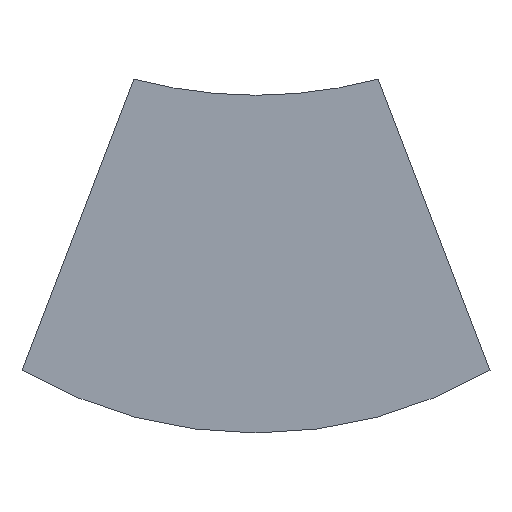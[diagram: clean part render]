
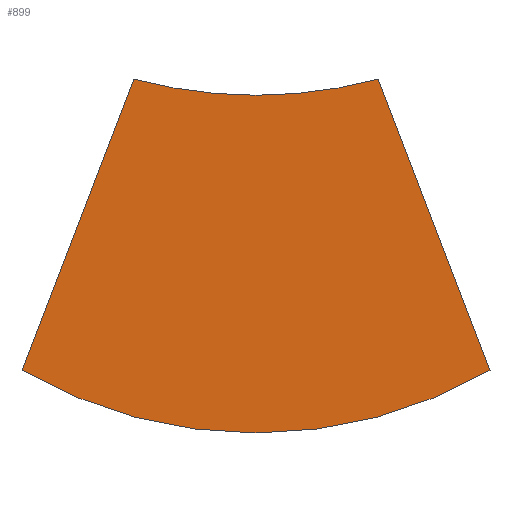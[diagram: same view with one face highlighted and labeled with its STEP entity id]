
A CAD part, front view. The second image highlights one B-rep face of the part: STEP entity #899.
In plain terms, the highlighted planar face has unit normal (0, -1, 0).
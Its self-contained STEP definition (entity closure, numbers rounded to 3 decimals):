
#8 = CIRCLE ( 'NONE', #242, 45. ) ;
#14 = CIRCLE ( 'NONE', #1273, 45. ) ;
#23 = DIRECTION ( 'NONE',  ( 0., 0., 1. ) ) ;
#86 = EDGE_CURVE ( 'NONE', #944, #426, #952, .T. ) ;
#118 = CARTESIAN_POINT ( 'NONE',  ( 22.5, -2.5, -38.971 ) ) ;
#231 = DIRECTION ( 'NONE',  ( 0., 0., 1. ) ) ;
#242 = AXIS2_PLACEMENT_3D ( 'NONE', #1595, #487, #898 ) ;
#289 = EDGE_CURVE ( 'NONE', #840, #944, #1302, .T. ) ;
#312 = AXIS2_PLACEMENT_3D ( 'NONE', #1817, #1486, #231 ) ;
#368 = ORIENTED_EDGE ( 'NONE', *, *, #1070, .T. ) ;
#403 = CARTESIAN_POINT ( 'NONE',  ( 0., -2.5, 0. ) ) ;
#413 = CARTESIAN_POINT ( 'NONE',  ( 0., -2.5, -45. ) ) ;
#426 = VERTEX_POINT ( 'NONE', #1253 ) ;
#481 = DIRECTION ( 'NONE',  ( 0., 1., 0. ) ) ;
#487 = DIRECTION ( 'NONE',  ( 0., 1., 0. ) ) ;
#530 = DIRECTION ( 'NONE',  ( 0., 0., 1. ) ) ;
#549 = CARTESIAN_POINT ( 'NONE',  ( -22.5, -2.5, -38.971 ) ) ;
#594 = DIRECTION ( 'NONE',  ( 0., 1., 0. ) ) ;
#602 = CIRCLE ( 'NONE', #1256, 45. ) ;
#638 = LINE ( 'NONE', #1090, #781 ) ;
#652 = DIRECTION ( 'NONE',  ( 0., 0., 1. ) ) ;
#781 = VECTOR ( 'NONE', #1381, 1000. ) ;
#824 = VECTOR ( 'NONE', #1670, 1000. ) ;
#840 = VERTEX_POINT ( 'NONE', #413 ) ;
#884 = CARTESIAN_POINT ( 'NONE',  ( 0., -2.5, -12.524 ) ) ;
#898 = DIRECTION ( 'NONE',  ( 0., 0., 1. ) ) ;
#899 = ADVANCED_FACE ( 'NONE', ( #1813 ), #1826, .F. ) ;
#905 = ORIENTED_EDGE ( 'NONE', *, *, #289, .F. ) ;
#915 = VERTEX_POINT ( 'NONE', #1676 ) ;
#944 = VERTEX_POINT ( 'NONE', #1748 ) ;
#952 = LINE ( 'NONE', #549, #824 ) ;
#969 = ORIENTED_EDGE ( 'NONE', *, *, #86, .F. ) ;
#972 = DIRECTION ( 'NONE',  ( 0., 1., 0. ) ) ;
#990 = AXIS2_PLACEMENT_3D ( 'NONE', #403, #972, #530 ) ;
#1062 = ORIENTED_EDGE ( 'NONE', *, *, #1765, .T. ) ;
#1070 = EDGE_CURVE ( 'NONE', #1362, #426, #602, .T. ) ;
#1090 = CARTESIAN_POINT ( 'NONE',  ( 22.5, -2.5, -38.971 ) ) ;
#1191 = ORIENTED_EDGE ( 'NONE', *, *, #1682, .T. ) ;
#1253 = CARTESIAN_POINT ( 'NONE',  ( -11.75, -2.5, -10.963 ) ) ;
#1256 = AXIS2_PLACEMENT_3D ( 'NONE', #1778, #481, #652 ) ;
#1273 = AXIS2_PLACEMENT_3D ( 'NONE', #1743, #594, #23 ) ;
#1302 = CIRCLE ( 'NONE', #312, 45. ) ;
#1339 = EDGE_CURVE ( 'NONE', #1586, #840, #14, .T. ) ;
#1362 = VERTEX_POINT ( 'NONE', #884 ) ;
#1381 = DIRECTION ( 'NONE',  ( -0.358, 0., 0.934 ) ) ;
#1399 = EDGE_LOOP ( 'NONE', ( #1564, #1062, #1191, #368, #969, #905 ) ) ;
#1486 = DIRECTION ( 'NONE',  ( 0., 1., 0. ) ) ;
#1564 = ORIENTED_EDGE ( 'NONE', *, *, #1339, .F. ) ;
#1586 = VERTEX_POINT ( 'NONE', #118 ) ;
#1595 = CARTESIAN_POINT ( 'NONE',  ( 0., -2.5, 32.476 ) ) ;
#1670 = DIRECTION ( 'NONE',  ( 0.358, 0., 0.934 ) ) ;
#1676 = CARTESIAN_POINT ( 'NONE',  ( 11.75, -2.5, -10.963 ) ) ;
#1682 = EDGE_CURVE ( 'NONE', #915, #1362, #8, .T. ) ;
#1743 = CARTESIAN_POINT ( 'NONE',  ( 0., -2.5, 0. ) ) ;
#1748 = CARTESIAN_POINT ( 'NONE',  ( -22.5, -2.5, -38.971 ) ) ;
#1765 = EDGE_CURVE ( 'NONE', #1586, #915, #638, .T. ) ;
#1778 = CARTESIAN_POINT ( 'NONE',  ( 0., -2.5, 32.476 ) ) ;
#1813 = FACE_OUTER_BOUND ( 'NONE', #1399, .T. ) ;
#1817 = CARTESIAN_POINT ( 'NONE',  ( 0., -2.5, 0. ) ) ;
#1826 = PLANE ( 'NONE',  #990 ) ;
